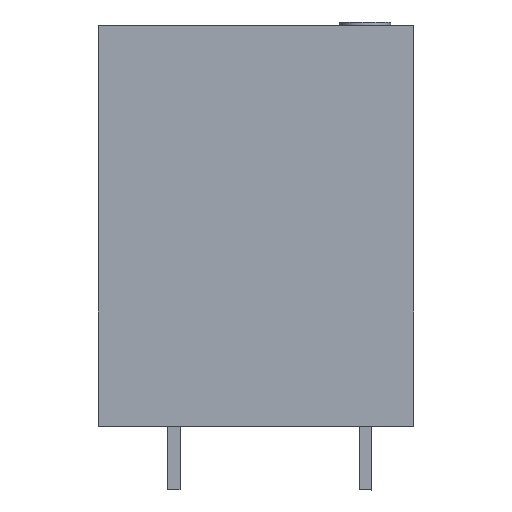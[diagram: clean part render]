
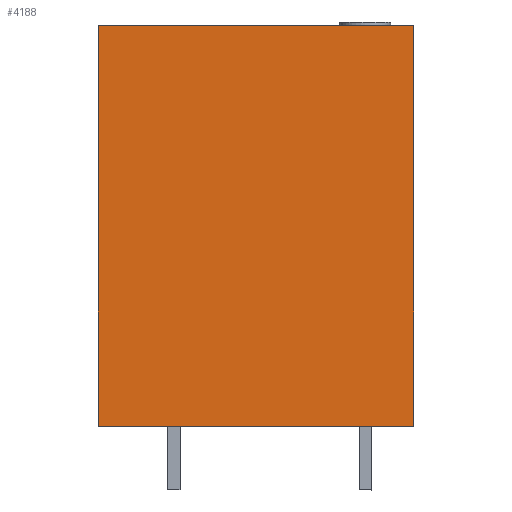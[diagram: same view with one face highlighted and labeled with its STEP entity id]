
A CAD part, left-side view. The second image highlights one B-rep face of the part: STEP entity #4188.
In plain terms, the highlighted planar face has unit normal (-1, 0, 0).
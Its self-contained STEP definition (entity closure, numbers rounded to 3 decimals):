
#4168=AXIS2_PLACEMENT_3D('Plane Axis2P3D',#4165,#4166,#4167) ;
#3926=CARTESIAN_POINT('Vertex',(0.,0.,5.)) ;
#3929=CARTESIAN_POINT('Line Origine',(0.,12.35,5.)) ;
#3933=CARTESIAN_POINT('Vertex',(0.,24.7,5.)) ;
#4142=CARTESIAN_POINT('Line Origine',(0.,24.7,20.65)) ;
#4146=CARTESIAN_POINT('Vertex',(0.,24.7,36.3)) ;
#4165=CARTESIAN_POINT('Axis2P3D Location',(0.,24.7,0.)) ;
#4170=CARTESIAN_POINT('Line Origine',(0.,0.,20.65)) ;
#4174=CARTESIAN_POINT('Vertex',(0.,0.,36.3)) ;
#4177=CARTESIAN_POINT('Line Origine',(0.,12.35,36.3)) ;
#3930=DIRECTION('Vector Direction',(0.,-1.,0.)) ;
#4143=DIRECTION('Vector Direction',(0.,0.,-1.)) ;
#4166=DIRECTION('Axis2P3D Direction',(-1.,0.,0.)) ;
#4167=DIRECTION('Axis2P3D XDirection',(0.,-1.,0.)) ;
#4171=DIRECTION('Vector Direction',(0.,0.,1.)) ;
#4178=DIRECTION('Vector Direction',(0.,-1.,0.)) ;
#3931=VECTOR('Line Direction',#3930,1.) ;
#4144=VECTOR('Line Direction',#4143,1.) ;
#4172=VECTOR('Line Direction',#4171,1.) ;
#4179=VECTOR('Line Direction',#4178,1.) ;
#4183=ORIENTED_EDGE('',*,*,#4148,.T.) ;
#4184=ORIENTED_EDGE('',*,*,#3935,.T.) ;
#4185=ORIENTED_EDGE('',*,*,#4176,.T.) ;
#4186=ORIENTED_EDGE('',*,*,#4181,.T.) ;
#4188=ADVANCED_FACE('HOUSING-left',(#4187),#4169,.T.) ;
#3935=EDGE_CURVE('',#3934,#3927,#3932,.T.) ;
#4148=EDGE_CURVE('',#4147,#3934,#4145,.T.) ;
#4176=EDGE_CURVE('',#3927,#4175,#4173,.T.) ;
#4181=EDGE_CURVE('',#4175,#4147,#4180,.F.) ;
#4182=EDGE_LOOP('',(#4183,#4184,#4185,#4186)) ;
#4187=FACE_OUTER_BOUND('',#4182,.T.) ;
#3932=LINE('Line',#3929,#3931) ;
#4145=LINE('Line',#4142,#4144) ;
#4173=LINE('Line',#4170,#4172) ;
#4180=LINE('Line',#4177,#4179) ;
#4169=PLANE('',#4168) ;
#3927=VERTEX_POINT('',#3926) ;
#3934=VERTEX_POINT('',#3933) ;
#4147=VERTEX_POINT('',#4146) ;
#4175=VERTEX_POINT('',#4174) ;
